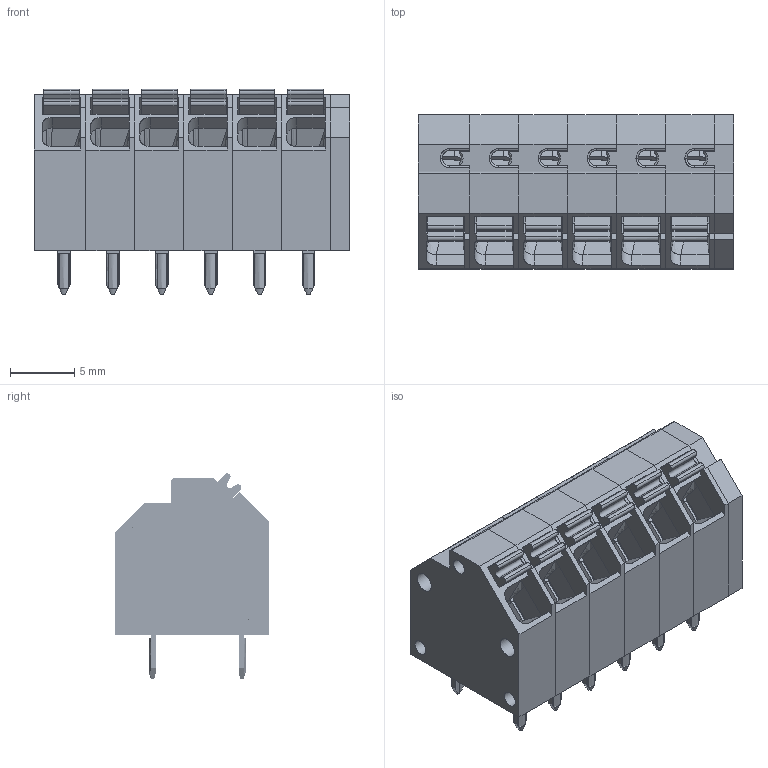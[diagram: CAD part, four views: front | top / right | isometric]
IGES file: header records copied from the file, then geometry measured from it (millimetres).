
Start section: C
Global section: file name: 691409320006.iges; native system: By Siemens PLM Incorporated; preprocessor: XPlus GENERIC/IGES 24.0.124; author: Author; organization: Title; date: 20210628.172923; units: millimetre
Bounding box: 24.56 x 12 x 15.98 mm (x, y, z)
Surface area: 6653.6 mm2 (no closed solid volume)
Topology: 0 solids, 0 shells, 2636 faces, 15038 edges, 15032 vertices
Faces by surface type: bspline 2636
